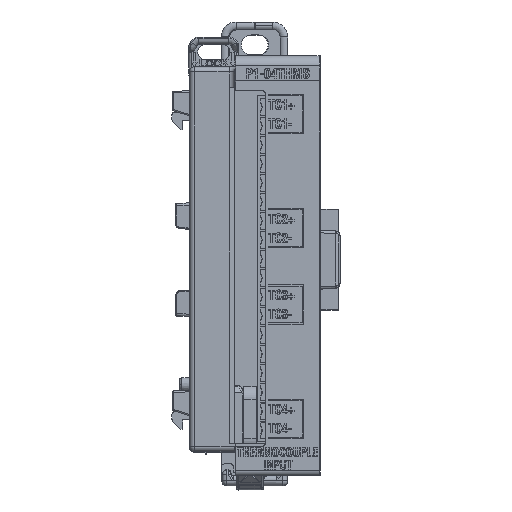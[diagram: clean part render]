
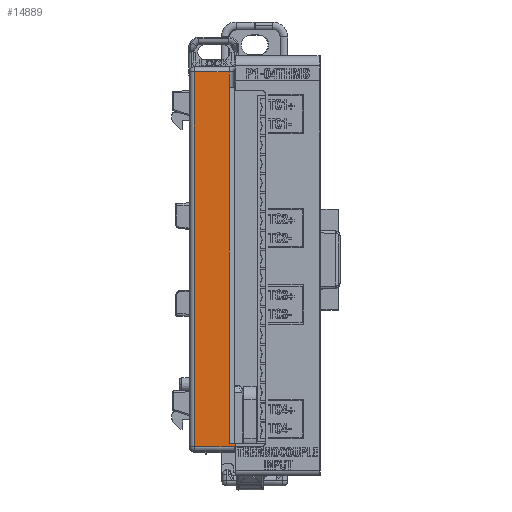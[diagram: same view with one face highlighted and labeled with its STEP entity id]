
A CAD part, top view. The second image highlights one B-rep face of the part: STEP entity #14889.
In plain terms, the highlighted planar face has unit normal (0, 0, 1).
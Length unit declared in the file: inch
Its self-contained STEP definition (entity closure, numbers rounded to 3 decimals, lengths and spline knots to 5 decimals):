
#625 = EDGE_LOOP ( 'NONE', ( #111786, #202692, #116606, #176250, #20773, #107204, #127537, #174172, #186225 ) ) ;
#5835 = VECTOR ( 'NONE', #106292, 39.37008 ) ;
#9176 = LINE ( 'NONE', #54411, #69092 ) ;
#12197 = CARTESIAN_POINT ( 'NONE',  ( 0.19245, 1.29907, 0.23622 ) ) ;
#14503 = DIRECTION ( 'NONE',  ( 0., -1., 0. ) ) ;
#14889 = ADVANCED_FACE ( 'NONE', ( #124099 ), #200136, .F. ) ;
#17078 = VERTEX_POINT ( 'NONE', #154770 ) ;
#17131 = AXIS2_PLACEMENT_3D ( 'NONE', #147299, #100066, #148317 ) ;
#17381 = VERTEX_POINT ( 'NONE', #101228 ) ;
#20773 = ORIENTED_EDGE ( 'NONE', *, *, #72071, .F. ) ;
#22966 = CARTESIAN_POINT ( 'NONE',  ( 0.23182, 1.37781, 0.23622 ) ) ;
#23010 = EDGE_CURVE ( 'NONE', #44902, #97697, #92577, .T. ) ;
#24666 = LINE ( 'NONE', #165399, #164511 ) ;
#27521 = VERTEX_POINT ( 'NONE', #55291 ) ;
#31420 = CARTESIAN_POINT ( 'NONE',  ( 0.33851, 1.29907, 0.23622 ) ) ;
#36841 = CIRCLE ( 'NONE', #17131, 0.03937 ) ;
#44516 = VECTOR ( 'NONE', #120257, 39.37008 ) ;
#44902 = VERTEX_POINT ( 'NONE', #22966 ) ;
#45993 = CARTESIAN_POINT ( 'NONE',  ( -0.04377, -1.61432, 0.23622 ) ) ;
#49895 = DIRECTION ( 'NONE',  ( 0., 1., 0. ) ) ;
#54411 = CARTESIAN_POINT ( 'NONE',  ( 0.94048, -1.61432, 0.23622 ) ) ;
#55043 = LINE ( 'NONE', #87862, #5835 ) ;
#55291 = CARTESIAN_POINT ( 'NONE',  ( 0.27119, -1.57495, 0.23622 ) ) ;
#56114 = EDGE_CURVE ( 'NONE', #17381, #17078, #24666, .T. ) ;
#56945 = AXIS2_PLACEMENT_3D ( 'NONE', #12197, #63507, #171365 ) ;
#59788 = VECTOR ( 'NONE', #49895, 39.37008 ) ;
#62389 = DIRECTION ( 'NONE',  ( 0., 1., 0. ) ) ;
#63507 = DIRECTION ( 'NONE',  ( 0., 0., -1. ) ) ;
#65264 = LINE ( 'NONE', #31420, #59788 ) ;
#69092 = VECTOR ( 'NONE', #150881, 39.37008 ) ;
#72071 = EDGE_CURVE ( 'NONE', #199634, #165055, #137394, .T. ) ;
#74905 = CARTESIAN_POINT ( 'NONE',  ( 0.94048, 1.37781, 0.23622 ) ) ;
#83798 = EDGE_CURVE ( 'NONE', #122676, #17078, #65264, .T. ) ;
#83875 = CARTESIAN_POINT ( 'NONE',  ( 0.23182, 1.25182, 0.23622 ) ) ;
#87184 = CARTESIAN_POINT ( 'NONE',  ( -0.04377, -1.57495, 0.23622 ) ) ;
#87829 = VECTOR ( 'NONE', #14503, 39.37008 ) ;
#87862 = CARTESIAN_POINT ( 'NONE',  ( 0.19245, -1.57495, 0.23622 ) ) ;
#92577 = LINE ( 'NONE', #155228, #87829 ) ;
#93767 = EDGE_CURVE ( 'NONE', #27521, #199634, #55043, .T. ) ;
#97697 = VERTEX_POINT ( 'NONE', #83875 ) ;
#99021 = EDGE_CURVE ( 'NONE', #174147, #27521, #36841, .T. ) ;
#100066 = DIRECTION ( 'NONE',  ( 0., 0., -1. ) ) ;
#100753 = CARTESIAN_POINT ( 'NONE',  ( 0.33851, -1.61432, 0.23622 ) ) ;
#101228 = CARTESIAN_POINT ( 'NONE',  ( 0.23182, -1.54739, 0.23622 ) ) ;
#106292 = DIRECTION ( 'NONE',  ( -1., 0., 0. ) ) ;
#107033 = EDGE_CURVE ( 'NONE', #97697, #17381, #198331, .T. ) ;
#107204 = ORIENTED_EDGE ( 'NONE', *, *, #93767, .F. ) ;
#111786 = ORIENTED_EDGE ( 'NONE', *, *, #56114, .F. ) ;
#113757 = EDGE_CURVE ( 'NONE', #165055, #44902, #151948, .T. ) ;
#116606 = ORIENTED_EDGE ( 'NONE', *, *, #23010, .F. ) ;
#120257 = DIRECTION ( 'NONE',  ( 0., -1., 0. ) ) ;
#122676 = VERTEX_POINT ( 'NONE', #100753 ) ;
#124099 = FACE_OUTER_BOUND ( 'NONE', #625, .T. ) ;
#127537 = ORIENTED_EDGE ( 'NONE', *, *, #99021, .F. ) ;
#135535 = DIRECTION ( 'NONE',  ( 1., 0., 0. ) ) ;
#137394 = LINE ( 'NONE', #45993, #180915 ) ;
#147299 = CARTESIAN_POINT ( 'NONE',  ( 0.31056, -1.57495, 0.23622 ) ) ;
#148317 = DIRECTION ( 'NONE',  ( 1., 0., 0. ) ) ;
#150881 = DIRECTION ( 'NONE',  ( -1., 0., 0. ) ) ;
#151948 = LINE ( 'NONE', #74905, #163522 ) ;
#154770 = CARTESIAN_POINT ( 'NONE',  ( 0.33851, -1.54739, 0.23622 ) ) ;
#155228 = CARTESIAN_POINT ( 'NONE',  ( 0.23182, 1.41718, 0.23622 ) ) ;
#158462 = EDGE_CURVE ( 'NONE', #122676, #174147, #9176, .T. ) ;
#161629 = DIRECTION ( 'NONE',  ( 1., 0., 0. ) ) ;
#163522 = VECTOR ( 'NONE', #135535, 39.37008 ) ;
#164511 = VECTOR ( 'NONE', #161629, 39.37008 ) ;
#165055 = VERTEX_POINT ( 'NONE', #173059 ) ;
#165399 = CARTESIAN_POINT ( 'NONE',  ( 0.94048, -1.54739, 0.23622 ) ) ;
#169540 = CARTESIAN_POINT ( 'NONE',  ( 0.23182, 1.29907, 0.23622 ) ) ;
#171365 = DIRECTION ( 'NONE',  ( 0., -1., 0. ) ) ;
#173059 = CARTESIAN_POINT ( 'NONE',  ( -0.04377, 1.37781, 0.23622 ) ) ;
#174147 = VERTEX_POINT ( 'NONE', #200200 ) ;
#174172 = ORIENTED_EDGE ( 'NONE', *, *, #158462, .F. ) ;
#176250 = ORIENTED_EDGE ( 'NONE', *, *, #113757, .F. ) ;
#180915 = VECTOR ( 'NONE', #62389, 39.37008 ) ;
#186225 = ORIENTED_EDGE ( 'NONE', *, *, #83798, .T. ) ;
#198331 = LINE ( 'NONE', #169540, #44516 ) ;
#199634 = VERTEX_POINT ( 'NONE', #87184 ) ;
#200136 = PLANE ( 'NONE',  #56945 ) ;
#200200 = CARTESIAN_POINT ( 'NONE',  ( 0.31056, -1.61432, 0.23622 ) ) ;
#202692 = ORIENTED_EDGE ( 'NONE', *, *, #107033, .F. ) ;
